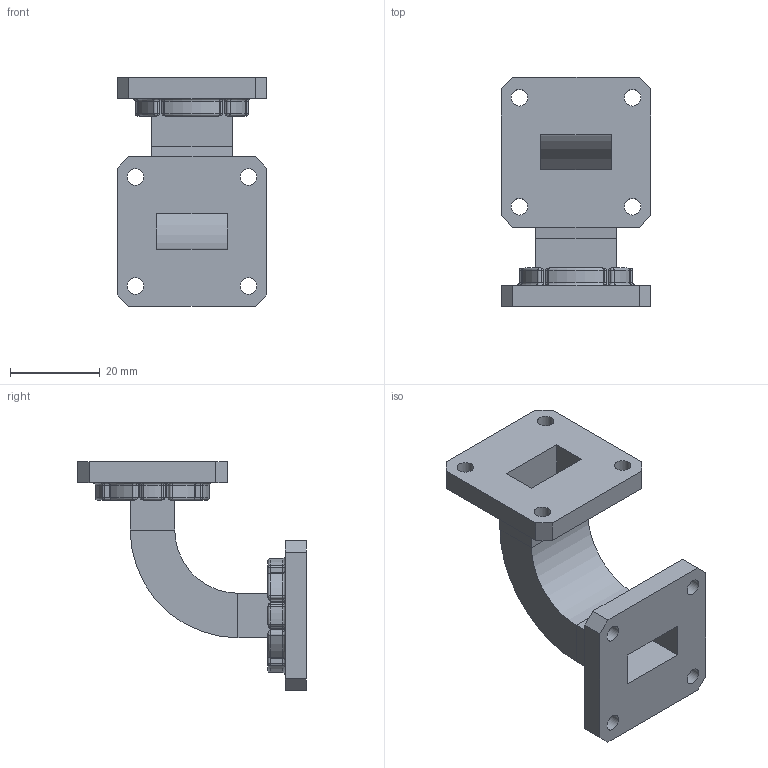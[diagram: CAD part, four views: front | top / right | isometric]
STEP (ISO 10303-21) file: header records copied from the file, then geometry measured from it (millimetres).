
FILE_DESCRIPTION (( 'STEP AP203' ), '1' );
FILE_NAME ('PE-W62B001_3D.step', '2021-08-20T16:59:41', ( '' ), ( '' ), 'SwSTEP 2.0', 'SolidWorks 2021', '' );
FILE_SCHEMA (( 'CONFIG_CONTROL_DESIGN' ));
Length unit declared in the file: inch
Products named in the file (1): PE-W62B001_3D
Bounding box: 33.35 x 50.97 x 50.97 mm (x, y, z)
Volume: 13671.5 mm3; surface area: 11491 mm2
Topology: 1 solids, 1 shells, 420 faces, 1008 edges, 536 vertices
Faces by surface type: cylinder 172, torus 96, plane 88, sphere 64
Full cylindrical faces by diameter (mm): 3.683 x8
Entity records: 11775 total; most frequent: DIRECTION 2250, CARTESIAN_POINT 2109, ORIENTED_EDGE 1872, EDGE_CURVE 936, AXIS2_PLACEMENT_3D 925, VERTEX_POINT 528, CIRCLE 504, EDGE_LOOP 448
